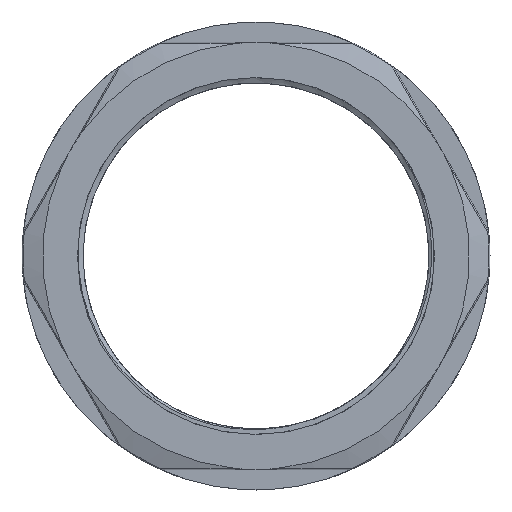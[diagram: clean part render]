
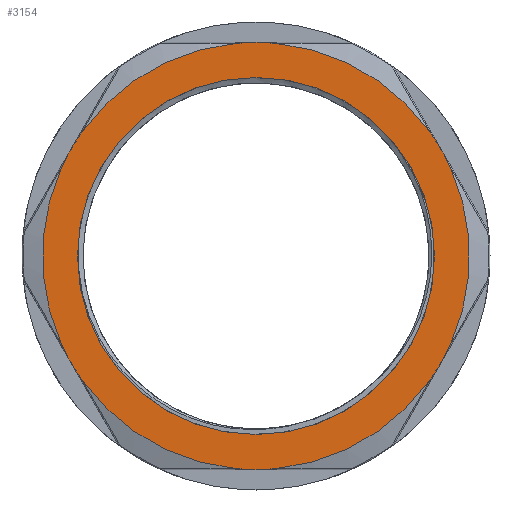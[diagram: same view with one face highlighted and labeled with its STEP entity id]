
A CAD part, left-side view. The second image highlights one B-rep face of the part: STEP entity #3154.
In plain terms, the highlighted planar face has unit normal (-1, 0, 0).
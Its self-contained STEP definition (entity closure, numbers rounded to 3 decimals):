
#42=FACE_BOUND('',#804,.T.);
#251=CIRCLE('',#3400,25.081);
#254=CIRCLE('',#3404,30.);
#263=CIRCLE('',#3417,30.);
#267=CIRCLE('',#3424,30.);
#270=CIRCLE('',#3427,30.);
#279=CIRCLE('',#3440,30.);
#282=CIRCLE('',#3446,30.);
#285=CIRCLE('',#3449,30.);
#294=CIRCLE('',#3462,30.);
#297=CIRCLE('',#3468,30.);
#300=CIRCLE('',#3471,30.);
#309=CIRCLE('',#3484,30.);
#312=CIRCLE('',#3490,30.);
#315=CIRCLE('',#3493,30.);
#324=CIRCLE('',#3506,30.);
#327=CIRCLE('',#3512,30.);
#330=CIRCLE('',#3515,30.);
#338=CIRCLE('',#3527,30.);
#341=CIRCLE('',#3533,30.);
#611=FACE_OUTER_BOUND('',#803,.T.);
#803=EDGE_LOOP('',(#2786,#2787,#2788,#2789,#2790,#2791,#2792,#2793,#2794,
#2795,#2796,#2797,#2798,#2799,#2800,#2801,#2802,#2803));
#804=EDGE_LOOP('',(#2804));
#1416=VERTEX_POINT('',#5600);
#1417=VERTEX_POINT('',#6171);
#1421=VERTEX_POINT('',#6215);
#1430=VERTEX_POINT('',#6263);
#1434=VERTEX_POINT('',#6317);
#1435=VERTEX_POINT('',#6343);
#1439=VERTEX_POINT('',#6387);
#1448=VERTEX_POINT('',#6435);
#1450=VERTEX_POINT('',#6507);
#1454=VERTEX_POINT('',#6551);
#1463=VERTEX_POINT('',#6599);
#1465=VERTEX_POINT('',#6671);
#1469=VERTEX_POINT('',#6715);
#1478=VERTEX_POINT('',#6763);
#1480=VERTEX_POINT('',#6835);
#1484=VERTEX_POINT('',#6879);
#1493=VERTEX_POINT('',#6927);
#1497=VERTEX_POINT('',#7037);
#1505=VERTEX_POINT('',#7083);
#1807=EDGE_CURVE('',#1416,#1416,#251,.T.);
#1814=EDGE_CURVE('',#1417,#1421,#254,.T.);
#1831=EDGE_CURVE('',#1421,#1430,#263,.T.);
#1836=EDGE_CURVE('',#1430,#1434,#267,.T.);
#1842=EDGE_CURVE('',#1435,#1439,#270,.T.);
#1859=EDGE_CURVE('',#1439,#1448,#279,.T.);
#1863=EDGE_CURVE('',#1448,#1417,#282,.T.);
#1868=EDGE_CURVE('',#1450,#1454,#285,.T.);
#1885=EDGE_CURVE('',#1454,#1463,#294,.T.);
#1889=EDGE_CURVE('',#1463,#1435,#297,.T.);
#1894=EDGE_CURVE('',#1465,#1469,#300,.T.);
#1911=EDGE_CURVE('',#1469,#1478,#309,.T.);
#1915=EDGE_CURVE('',#1478,#1450,#312,.T.);
#1920=EDGE_CURVE('',#1480,#1484,#315,.T.);
#1937=EDGE_CURVE('',#1484,#1493,#324,.T.);
#1941=EDGE_CURVE('',#1493,#1465,#327,.T.);
#1945=EDGE_CURVE('',#1434,#1497,#330,.T.);
#1961=EDGE_CURVE('',#1497,#1505,#338,.T.);
#1965=EDGE_CURVE('',#1505,#1480,#341,.T.);
#2786=ORIENTED_EDGE('',*,*,#1911,.F.);
#2787=ORIENTED_EDGE('',*,*,#1894,.F.);
#2788=ORIENTED_EDGE('',*,*,#1941,.F.);
#2789=ORIENTED_EDGE('',*,*,#1937,.F.);
#2790=ORIENTED_EDGE('',*,*,#1920,.F.);
#2791=ORIENTED_EDGE('',*,*,#1965,.F.);
#2792=ORIENTED_EDGE('',*,*,#1961,.F.);
#2793=ORIENTED_EDGE('',*,*,#1945,.F.);
#2794=ORIENTED_EDGE('',*,*,#1836,.F.);
#2795=ORIENTED_EDGE('',*,*,#1831,.F.);
#2796=ORIENTED_EDGE('',*,*,#1814,.F.);
#2797=ORIENTED_EDGE('',*,*,#1863,.F.);
#2798=ORIENTED_EDGE('',*,*,#1859,.F.);
#2799=ORIENTED_EDGE('',*,*,#1842,.F.);
#2800=ORIENTED_EDGE('',*,*,#1889,.F.);
#2801=ORIENTED_EDGE('',*,*,#1885,.F.);
#2802=ORIENTED_EDGE('',*,*,#1868,.F.);
#2803=ORIENTED_EDGE('',*,*,#1915,.F.);
#2804=ORIENTED_EDGE('',*,*,#1807,.T.);
#2965=PLANE('',#3548);
#3154=ADVANCED_FACE('',(#611,#42),#2965,.T.);
#3400=AXIS2_PLACEMENT_3D('',#5601,#4192,#4193);
#3404=AXIS2_PLACEMENT_3D('',#6216,#4200,#4201);
#3417=AXIS2_PLACEMENT_3D('',#6307,#4230,#4231);
#3424=AXIS2_PLACEMENT_3D('',#6318,#4245,#4246);
#3427=AXIS2_PLACEMENT_3D('',#6388,#4251,#4252);
#3440=AXIS2_PLACEMENT_3D('',#6479,#4281,#4282);
#3446=AXIS2_PLACEMENT_3D('',#6486,#4294,#4295);
#3449=AXIS2_PLACEMENT_3D('',#6552,#4300,#4301);
#3462=AXIS2_PLACEMENT_3D('',#6643,#4330,#4331);
#3468=AXIS2_PLACEMENT_3D('',#6650,#4343,#4344);
#3471=AXIS2_PLACEMENT_3D('',#6716,#4349,#4350);
#3484=AXIS2_PLACEMENT_3D('',#6807,#4379,#4380);
#3490=AXIS2_PLACEMENT_3D('',#6814,#4392,#4393);
#3493=AXIS2_PLACEMENT_3D('',#6880,#4398,#4399);
#3506=AXIS2_PLACEMENT_3D('',#6971,#4428,#4429);
#3512=AXIS2_PLACEMENT_3D('',#6978,#4441,#4442);
#3515=AXIS2_PLACEMENT_3D('',#7038,#4447,#4448);
#3527=AXIS2_PLACEMENT_3D('',#7127,#4475,#4476);
#3533=AXIS2_PLACEMENT_3D('',#7134,#4488,#4489);
#3548=AXIS2_PLACEMENT_3D('',#7150,#4518,#4519);
#4192=DIRECTION('center_axis',(1.,0.,0.));
#4193=DIRECTION('ref_axis',(0.,0.,-1.));
#4200=DIRECTION('center_axis',(1.,0.,0.));
#4201=DIRECTION('ref_axis',(0.,-1.,0.));
#4230=DIRECTION('center_axis',(1.,0.,0.));
#4231=DIRECTION('ref_axis',(0.,-1.,0.));
#4245=DIRECTION('center_axis',(1.,0.,0.));
#4246=DIRECTION('ref_axis',(0.,-1.,0.));
#4251=DIRECTION('center_axis',(1.,0.,0.));
#4252=DIRECTION('ref_axis',(0.,-1.,0.));
#4281=DIRECTION('center_axis',(1.,0.,0.));
#4282=DIRECTION('ref_axis',(0.,-1.,0.));
#4294=DIRECTION('center_axis',(1.,0.,0.));
#4295=DIRECTION('ref_axis',(0.,-1.,0.));
#4300=DIRECTION('center_axis',(1.,0.,0.));
#4301=DIRECTION('ref_axis',(0.,-1.,0.));
#4330=DIRECTION('center_axis',(1.,0.,0.));
#4331=DIRECTION('ref_axis',(0.,-1.,0.));
#4343=DIRECTION('center_axis',(1.,0.,0.));
#4344=DIRECTION('ref_axis',(0.,-1.,0.));
#4349=DIRECTION('center_axis',(1.,0.,0.));
#4350=DIRECTION('ref_axis',(0.,-1.,0.));
#4379=DIRECTION('center_axis',(1.,0.,0.));
#4380=DIRECTION('ref_axis',(0.,-1.,0.));
#4392=DIRECTION('center_axis',(1.,0.,0.));
#4393=DIRECTION('ref_axis',(0.,-1.,0.));
#4398=DIRECTION('center_axis',(1.,0.,0.));
#4399=DIRECTION('ref_axis',(0.,-1.,0.));
#4428=DIRECTION('center_axis',(1.,0.,0.));
#4429=DIRECTION('ref_axis',(0.,-1.,0.));
#4441=DIRECTION('center_axis',(1.,0.,0.));
#4442=DIRECTION('ref_axis',(0.,-1.,0.));
#4447=DIRECTION('center_axis',(1.,0.,0.));
#4448=DIRECTION('ref_axis',(0.,-1.,0.));
#4475=DIRECTION('center_axis',(1.,0.,0.));
#4476=DIRECTION('ref_axis',(0.,-1.,0.));
#4488=DIRECTION('center_axis',(1.,0.,0.));
#4489=DIRECTION('ref_axis',(0.,-1.,0.));
#4518=DIRECTION('center_axis',(-1.,0.,0.));
#4519=DIRECTION('ref_axis',(0.,0.,1.));
#5600=CARTESIAN_POINT('',(-7.9,21.721,-12.541));
#5601=CARTESIAN_POINT('Origin',(-7.9,0.,0.));
#6171=CARTESIAN_POINT('',(-7.9,-24.409,17.442));
#6215=CARTESIAN_POINT('',(-7.9,-25.981,15.));
#6216=CARTESIAN_POINT('Origin',(-7.9,0.,0.));
#6263=CARTESIAN_POINT('',(-7.9,-27.309,12.418));
#6307=CARTESIAN_POINT('Origin',(-7.9,0.,0.));
#6317=CARTESIAN_POINT('',(-7.9,-27.309,-12.418));
#6318=CARTESIAN_POINT('Origin',(-7.9,0.,0.));
#6343=CARTESIAN_POINT('',(-7.9,2.9,29.859));
#6387=CARTESIAN_POINT('',(-7.9,0.,30.));
#6388=CARTESIAN_POINT('Origin',(-7.9,0.,0.));
#6435=CARTESIAN_POINT('',(-7.9,-2.9,29.859));
#6479=CARTESIAN_POINT('Origin',(-7.9,0.,0.));
#6486=CARTESIAN_POINT('Origin',(-7.9,0.,0.));
#6507=CARTESIAN_POINT('',(-7.9,27.309,12.418));
#6551=CARTESIAN_POINT('',(-7.9,25.981,15.));
#6552=CARTESIAN_POINT('Origin',(-7.9,0.,0.));
#6599=CARTESIAN_POINT('',(-7.9,24.409,17.442));
#6643=CARTESIAN_POINT('Origin',(-7.9,0.,0.));
#6650=CARTESIAN_POINT('Origin',(-7.9,0.,0.));
#6671=CARTESIAN_POINT('',(-7.9,24.409,-17.442));
#6715=CARTESIAN_POINT('',(-7.9,25.981,-15.));
#6716=CARTESIAN_POINT('Origin',(-7.9,0.,0.));
#6763=CARTESIAN_POINT('',(-7.9,27.309,-12.418));
#6807=CARTESIAN_POINT('Origin',(-7.9,0.,0.));
#6814=CARTESIAN_POINT('Origin',(-7.9,0.,0.));
#6835=CARTESIAN_POINT('',(-7.9,-2.9,-29.859));
#6879=CARTESIAN_POINT('',(-7.9,0.,-30.));
#6880=CARTESIAN_POINT('Origin',(-7.9,0.,0.));
#6927=CARTESIAN_POINT('',(-7.9,2.9,-29.859));
#6971=CARTESIAN_POINT('Origin',(-7.9,0.,0.));
#6978=CARTESIAN_POINT('Origin',(-7.9,0.,0.));
#7037=CARTESIAN_POINT('',(-7.9,-25.981,-15.));
#7038=CARTESIAN_POINT('Origin',(-7.9,0.,0.));
#7083=CARTESIAN_POINT('',(-7.9,-24.409,-17.442));
#7127=CARTESIAN_POINT('Origin',(-7.9,0.,0.));
#7134=CARTESIAN_POINT('Origin',(-7.9,0.,0.));
#7150=CARTESIAN_POINT('Origin',(-7.9,32.875,0.));
